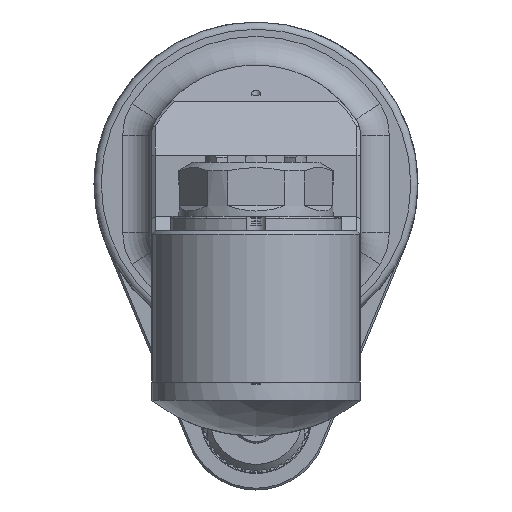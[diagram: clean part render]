
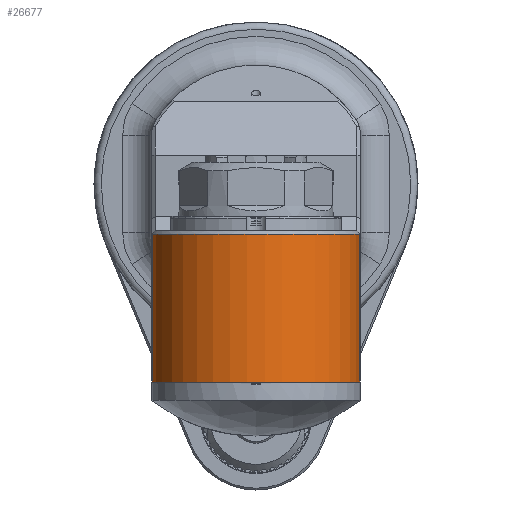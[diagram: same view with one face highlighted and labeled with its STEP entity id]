
A CAD part, front view. The second image highlights one B-rep face of the part: STEP entity #26677.
In plain terms, the highlighted cylindrical face has radius 29 mm (diameter 58 mm), a partial arc.
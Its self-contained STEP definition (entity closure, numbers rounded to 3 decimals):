
#246=CYLINDRICAL_SURFACE('',#28688,29.);
#1117=CIRCLE('',#27938,29.);
#1523=CIRCLE('',#28687,29.);
#2913=FACE_OUTER_BOUND('',#4547,.T.);
#4547=EDGE_LOOP('',(#19062,#19063,#19064,#19065));
#6032=LINE('',#38734,#8373);
#6069=LINE('',#38875,#8410);
#8373=VECTOR('',#30830,10.);
#8410=VECTOR('',#30971,10.);
#10715=VERTEX_POINT('',#38729);
#10716=VERTEX_POINT('',#38733);
#10721=VERTEX_POINT('',#38745);
#10758=VERTEX_POINT('',#38874);
#13393=EDGE_CURVE('',#10716,#10715,#6032,.T.);
#13399=EDGE_CURVE('',#10721,#10716,#1117,.T.);
#13461=EDGE_CURVE('',#10758,#10721,#6069,.T.);
#14194=EDGE_CURVE('',#10715,#10758,#1523,.T.);
#19062=ORIENTED_EDGE('',*,*,#13393,.T.);
#19063=ORIENTED_EDGE('',*,*,#14194,.T.);
#19064=ORIENTED_EDGE('',*,*,#13461,.T.);
#19065=ORIENTED_EDGE('',*,*,#13399,.T.);
#26677=ADVANCED_FACE('',(#2913),#246,.T.);
#27938=AXIS2_PLACEMENT_3D('',#38746,#30840,#30841);
#28687=AXIS2_PLACEMENT_3D('',#42632,#32637,#32638);
#28688=AXIS2_PLACEMENT_3D('',#42633,#32639,#32640);
#30830=DIRECTION('',(-1.,0.,0.));
#30840=DIRECTION('center_axis',(-1.,0.,0.));
#30841=DIRECTION('ref_axis',(0.,-0.117,-0.993));
#30971=DIRECTION('',(1.,0.,0.));
#32637=DIRECTION('center_axis',(1.,0.,0.));
#32638=DIRECTION('ref_axis',(0.,-0.117,0.993));
#32639=DIRECTION('center_axis',(1.,0.,0.));
#32640=DIRECTION('ref_axis',(0.,0.,-1.));
#38729=CARTESIAN_POINT('',(14.,-160.4,28.8));
#38733=CARTESIAN_POINT('',(55.,-160.4,28.8));
#38734=CARTESIAN_POINT('',(55.,-160.4,28.8));
#38745=CARTESIAN_POINT('',(55.,-160.4,-28.8));
#38746=CARTESIAN_POINT('Origin',(55.,-157.,0.));
#38874=CARTESIAN_POINT('',(14.,-160.4,-28.8));
#38875=CARTESIAN_POINT('',(55.,-160.4,-28.8));
#42632=CARTESIAN_POINT('Origin',(14.,-157.,0.));
#42633=CARTESIAN_POINT('Origin',(55.,-157.,0.));
